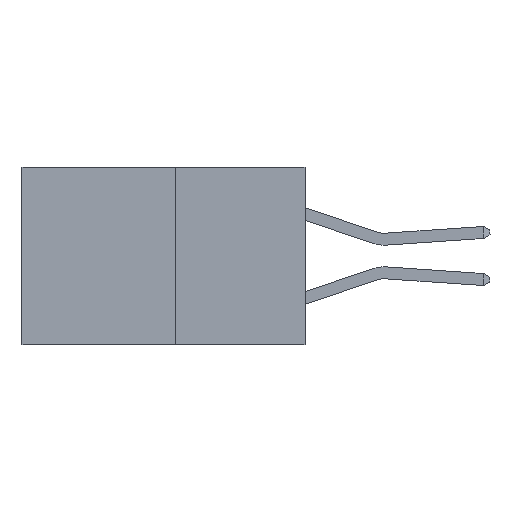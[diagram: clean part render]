
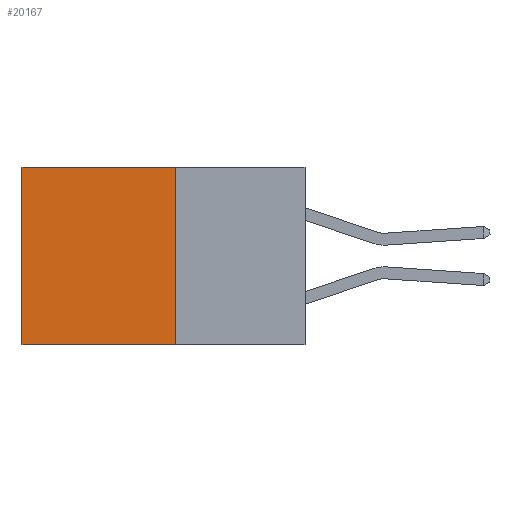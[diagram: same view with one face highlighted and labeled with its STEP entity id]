
A CAD part, left-side view. The second image highlights one B-rep face of the part: STEP entity #20167.
In plain terms, the highlighted planar face has unit normal (-1, 0, 0).
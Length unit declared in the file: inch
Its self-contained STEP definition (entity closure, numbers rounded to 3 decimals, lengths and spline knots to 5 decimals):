
#417 = VERTEX_POINT ( 'NONE', #5471 ) ;
#1908 = ORIENTED_EDGE ( 'NONE', *, *, #17090, .F. ) ;
#2872 = VECTOR ( 'NONE', #20876, 39.37008 ) ;
#3194 = CARTESIAN_POINT ( 'NONE',  ( 0.277, 0.27, -0.37 ) ) ;
#4086 = LINE ( 'NONE', #17081, #2872 ) ;
#4362 = CARTESIAN_POINT ( 'NONE',  ( 0.277, 0.27, 0. ) ) ;
#4905 = DIRECTION ( 'NONE',  ( 1., 0., 0. ) ) ;
#5230 = EDGE_CURVE ( 'NONE', #417, #12645, #16944, .T. ) ;
#5471 = CARTESIAN_POINT ( 'NONE',  ( 0.277, 0.27, 0. ) ) ;
#6082 = VERTEX_POINT ( 'NONE', #20190 ) ;
#7439 = VECTOR ( 'NONE', #22185, 39.37008 ) ;
#7647 = VERTEX_POINT ( 'NONE', #13453 ) ;
#8364 = FACE_OUTER_BOUND ( 'NONE', #9362, .T. ) ;
#9362 = EDGE_LOOP ( 'NONE', ( #21954, #1908, #10966, #12940 ) ) ;
#10094 = DIRECTION ( 'NONE',  ( 0., 1., 0. ) ) ;
#10244 = DIRECTION ( 'NONE',  ( 0., 1., 0. ) ) ;
#10518 = EDGE_CURVE ( 'NONE', #7647, #6082, #4086, .T. ) ;
#10561 = PLANE ( 'NONE',  #23157 ) ;
#10784 = VECTOR ( 'NONE', #10244, 39.37008 ) ;
#10897 = VECTOR ( 'NONE', #10094, 39.37008 ) ;
#10966 = ORIENTED_EDGE ( 'NONE', *, *, #5230, .F. ) ;
#11378 = LINE ( 'NONE', #23481, #10784 ) ;
#12645 = VERTEX_POINT ( 'NONE', #20675 ) ;
#12940 = ORIENTED_EDGE ( 'NONE', *, *, #22908, .T. ) ;
#13453 = CARTESIAN_POINT ( 'NONE',  ( 0.277, 0.59, 0. ) ) ;
#15921 = LINE ( 'NONE', #4362, #10897 ) ;
#16267 = CARTESIAN_POINT ( 'NONE',  ( 0.277, 0.27, -0.37 ) ) ;
#16944 = LINE ( 'NONE', #3194, #7439 ) ;
#17081 = CARTESIAN_POINT ( 'NONE',  ( 0.277, 0.59, -0.37 ) ) ;
#17090 = EDGE_CURVE ( 'NONE', #12645, #6082, #11378, .T. ) ;
#18151 = DIRECTION ( 'NONE',  ( 0., 0., -1. ) ) ;
#20167 = ADVANCED_FACE ( 'NONE', ( #8364 ), #10561, .F. ) ;
#20190 = CARTESIAN_POINT ( 'NONE',  ( 0.277, 0.59, -0.37 ) ) ;
#20675 = CARTESIAN_POINT ( 'NONE',  ( 0.277, 0.27, -0.37 ) ) ;
#20876 = DIRECTION ( 'NONE',  ( 0., 0., -1. ) ) ;
#21954 = ORIENTED_EDGE ( 'NONE', *, *, #10518, .T. ) ;
#22185 = DIRECTION ( 'NONE',  ( 0., 0., -1. ) ) ;
#22908 = EDGE_CURVE ( 'NONE', #417, #7647, #15921, .T. ) ;
#23157 = AXIS2_PLACEMENT_3D ( 'NONE', #16267, #4905, #18151 ) ;
#23481 = CARTESIAN_POINT ( 'NONE',  ( 0.277, 0.27, -0.37 ) ) ;
